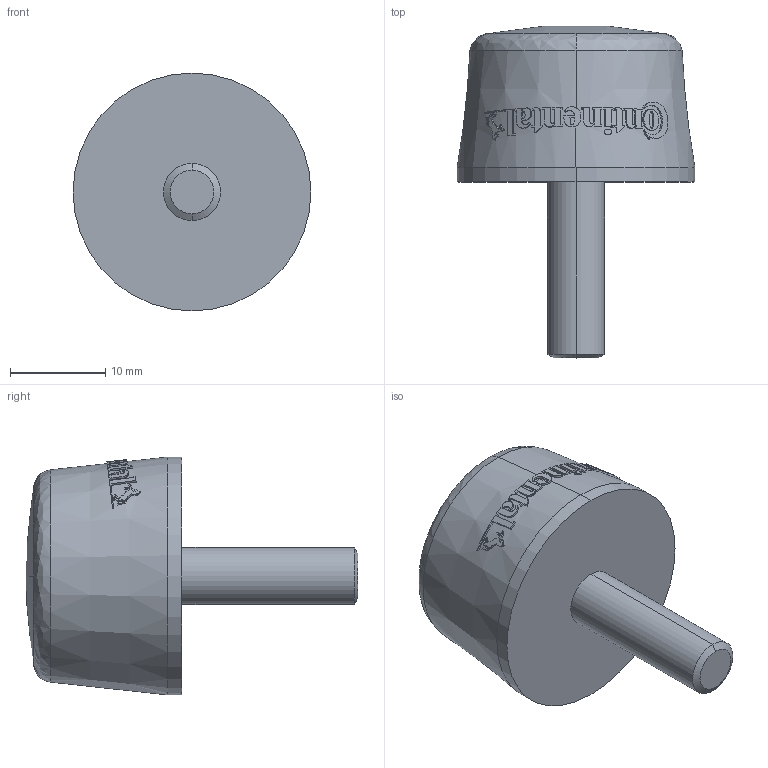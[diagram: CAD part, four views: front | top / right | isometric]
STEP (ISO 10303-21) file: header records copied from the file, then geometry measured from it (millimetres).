
FILE_DESCRIPTION (( 'STEP AP214' ), '1' );
FILE_NAME ('025444_Anschlag_Puffer_Schwingmetall_ContiTech.STEP', '2015-12-02T09:41:07', ( '' ), ( '' ), 'SwSTEP 2.0', 'SolidWorks 2012', '' );
FILE_SCHEMA (( 'AUTOMOTIVE_DESIGN' ));
Length unit declared in the file: millimetre
Products named in the file (1): 025444_Anschlag_Puffer_Schwingmetall_ContiTech
Bounding box: 25 x 34.9 x 25 mm (x, y, z)
Volume: 7447.1 mm3; surface area: 2358.3 mm2
Topology: 1 solids, 1 shells, 260 faces, 708 edges, 470 vertices
Faces by surface type: bspline 230, cone 24, cylinder 4, plane 2
Entity records: 13476 total; most frequent: CARTESIAN_POINT 8705, ORIENTED_EDGE 1416, EDGE_CURVE 708, B_SPLINE_CURVE_WITH_KNOTS 680, VERTEX_POINT 470, EDGE_LOOP 280, FACE_OUTER_BOUND 260, ADVANCED_FACE 260
